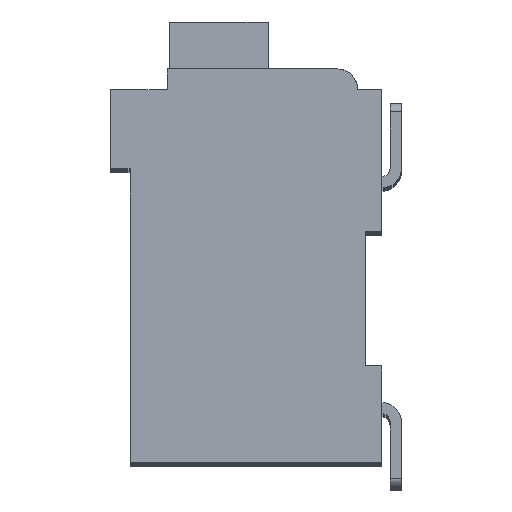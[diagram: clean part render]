
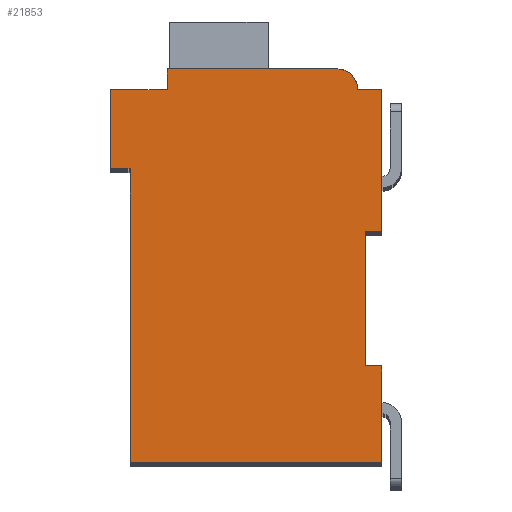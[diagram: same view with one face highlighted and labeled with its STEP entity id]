
A CAD part, top view. The second image highlights one B-rep face of the part: STEP entity #21853.
In plain terms, the highlighted planar face has unit normal (0, 0, 1).
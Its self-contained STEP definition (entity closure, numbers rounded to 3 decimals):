
#6834=DIRECTION('',(1.,0.,0.));
#6835=VECTOR('',#6834,0.5);
#6836=CARTESIAN_POINT('',(7.3,7.15,2.1));
#6837=LINE('',#6836,#6835);
#6838=DIRECTION('',(0.,1.,0.));
#6839=VECTOR('',#6838,4.15);
#6840=CARTESIAN_POINT('',(7.3,3.,2.1));
#6841=LINE('',#6840,#6839);
#6842=DIRECTION('',(-1.,0.,0.));
#6843=VECTOR('',#6842,0.5);
#6844=CARTESIAN_POINT('',(7.8,3.,2.1));
#6845=LINE('',#6844,#6843);
#6846=DIRECTION('',(0.,1.,0.));
#6847=VECTOR('',#6846,3.);
#6848=CARTESIAN_POINT('',(7.8,0.,2.1));
#6849=LINE('',#6848,#6847);
#6850=DIRECTION('',(1.,0.,0.));
#6851=VECTOR('',#6850,7.8);
#6852=CARTESIAN_POINT('',(0.,0.,2.1));
#6853=LINE('',#6852,#6851);
#6854=DIRECTION('',(0.,-1.,0.));
#6855=VECTOR('',#6854,9.1);
#6856=CARTESIAN_POINT('',(0.,9.1,2.1));
#6857=LINE('',#6856,#6855);
#6858=DIRECTION('',(1.,0.,0.));
#6859=VECTOR('',#6858,0.6);
#6860=CARTESIAN_POINT('',(-0.6,9.1,2.1));
#6861=LINE('',#6860,#6859);
#6862=DIRECTION('',(0.,-1.,0.));
#6863=VECTOR('',#6862,2.45);
#6864=CARTESIAN_POINT('',(-0.6,11.55,2.1));
#6865=LINE('',#6864,#6863);
#6866=DIRECTION('',(-1.,0.,0.));
#6867=VECTOR('',#6866,1.75);
#6868=CARTESIAN_POINT('',(1.15,11.55,2.1));
#6869=LINE('',#6868,#6867);
#6870=DIRECTION('',(0.,-1.,0.));
#6871=VECTOR('',#6870,0.65);
#6872=CARTESIAN_POINT('',(1.15,12.2,2.1));
#6873=LINE('',#6872,#6871);
#6874=DIRECTION('',(-1.,0.,0.));
#6875=VECTOR('',#6874,5.25);
#6876=CARTESIAN_POINT('',(6.4,12.2,2.1));
#6877=LINE('',#6876,#6875);
#6878=CARTESIAN_POINT('',(6.4,11.55,2.1));
#6879=DIRECTION('',(0.,0.,1.));
#6880=DIRECTION('',(1.,0.,0.));
#6881=AXIS2_PLACEMENT_3D('',#6878,#6879,#6880);
#6883=DIRECTION('',(-1.,0.,0.));
#6884=VECTOR('',#6883,0.75);
#6885=CARTESIAN_POINT('',(7.8,11.55,2.1));
#6886=LINE('',#6885,#6884);
#6887=DIRECTION('',(0.,1.,0.));
#6888=VECTOR('',#6887,4.4);
#6889=CARTESIAN_POINT('',(7.8,7.15,2.1));
#6890=LINE('',#6889,#6888);
#10783=CARTESIAN_POINT('',(7.3,7.15,2.1));
#10784=CARTESIAN_POINT('',(7.8,7.15,2.1));
#10785=VERTEX_POINT('',#10783);
#10786=VERTEX_POINT('',#10784);
#10787=CARTESIAN_POINT('',(7.8,11.55,2.1));
#10788=VERTEX_POINT('',#10787);
#10789=CARTESIAN_POINT('',(7.05,11.55,2.1));
#10790=VERTEX_POINT('',#10789);
#10791=CARTESIAN_POINT('',(6.4,12.2,2.1));
#10792=VERTEX_POINT('',#10791);
#10793=CARTESIAN_POINT('',(1.15,12.2,2.1));
#10794=VERTEX_POINT('',#10793);
#10795=CARTESIAN_POINT('',(1.15,11.55,2.1));
#10796=VERTEX_POINT('',#10795);
#10797=CARTESIAN_POINT('',(-0.6,11.55,2.1));
#10798=VERTEX_POINT('',#10797);
#10799=CARTESIAN_POINT('',(-0.6,9.1,2.1));
#10800=VERTEX_POINT('',#10799);
#10801=CARTESIAN_POINT('',(0.,9.1,2.1));
#10802=VERTEX_POINT('',#10801);
#10803=CARTESIAN_POINT('',(0.,0.,2.1));
#10804=VERTEX_POINT('',#10803);
#10805=CARTESIAN_POINT('',(7.8,0.,2.1));
#10806=VERTEX_POINT('',#10805);
#10807=CARTESIAN_POINT('',(7.8,3.,2.1));
#10808=VERTEX_POINT('',#10807);
#10809=CARTESIAN_POINT('',(7.3,3.,2.1));
#10810=VERTEX_POINT('',#10809);
#21832=CARTESIAN_POINT('',(0.,0.,2.1));
#21833=DIRECTION('',(0.,0.,1.));
#21834=DIRECTION('',(1.,0.,0.));
#21835=AXIS2_PLACEMENT_3D('',#21832,#21833,#21834);
#21836=PLANE('',#21835);
#21837=ORIENTED_EDGE('',*,*,#14184,.F.);
#21838=ORIENTED_EDGE('',*,*,#14710,.F.);
#21839=ORIENTED_EDGE('',*,*,#18358,.F.);
#21840=ORIENTED_EDGE('',*,*,#18623,.F.);
#21841=ORIENTED_EDGE('',*,*,#18936,.F.);
#21842=ORIENTED_EDGE('',*,*,#19390,.F.);
#21843=ORIENTED_EDGE('',*,*,#19540,.F.);
#21844=ORIENTED_EDGE('',*,*,#19841,.F.);
#21845=ORIENTED_EDGE('',*,*,#20189,.F.);
#21846=ORIENTED_EDGE('',*,*,#20702,.F.);
#21847=ORIENTED_EDGE('',*,*,#21100,.F.);
#21848=ORIENTED_EDGE('',*,*,#20240,.F.);
#21849=ORIENTED_EDGE('',*,*,#20553,.F.);
#21850=ORIENTED_EDGE('',*,*,#14605,.F.);
#21851=EDGE_LOOP('',(#21837,#21838,#21839,#21840,#21841,#21842,#21843,#21844,
#21845,#21846,#21847,#21848,#21849,#21850));
#21852=FACE_OUTER_BOUND('',#21851,.F.);
#6882=CIRCLE('',#6881,0.65);
#14184=EDGE_CURVE('',#10785,#10786,#6837,.T.);
#14605=EDGE_CURVE('',#10786,#10788,#6890,.T.);
#14710=EDGE_CURVE('',#10810,#10785,#6841,.T.);
#18358=EDGE_CURVE('',#10808,#10810,#6845,.T.);
#18623=EDGE_CURVE('',#10806,#10808,#6849,.T.);
#18936=EDGE_CURVE('',#10804,#10806,#6853,.T.);
#19390=EDGE_CURVE('',#10802,#10804,#6857,.T.);
#19540=EDGE_CURVE('',#10800,#10802,#6861,.T.);
#19841=EDGE_CURVE('',#10798,#10800,#6865,.T.);
#20189=EDGE_CURVE('',#10796,#10798,#6869,.T.);
#20240=EDGE_CURVE('',#10790,#10792,#6882,.T.);
#20553=EDGE_CURVE('',#10788,#10790,#6886,.T.);
#20702=EDGE_CURVE('',#10794,#10796,#6873,.T.);
#21100=EDGE_CURVE('',#10792,#10794,#6877,.T.);
#21853=ADVANCED_FACE('',(#21852),#21836,.T.);
